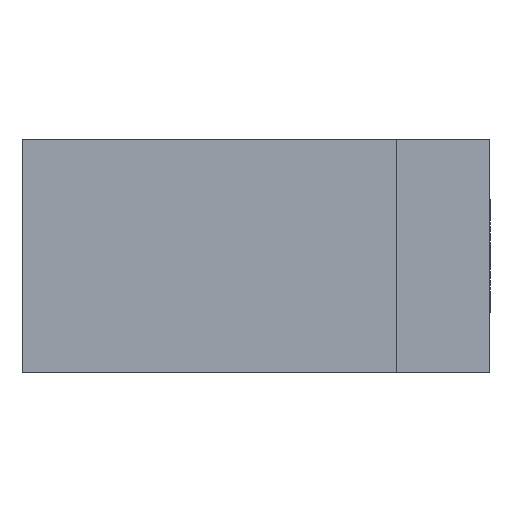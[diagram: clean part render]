
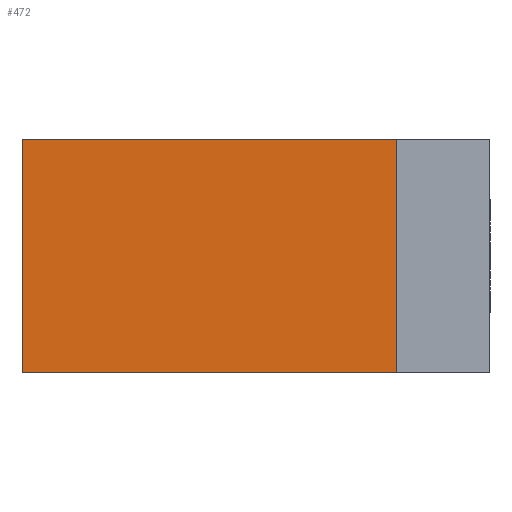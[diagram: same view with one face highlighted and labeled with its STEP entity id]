
A CAD part, front view. The second image highlights one B-rep face of the part: STEP entity #472.
In plain terms, the highlighted planar face has unit normal (0, -1, 0).
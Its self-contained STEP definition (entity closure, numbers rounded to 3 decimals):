
#8 = CARTESIAN_POINT ( 'NONE',  ( -3., -47.5, 10. ) ) ;
#12 = VECTOR ( 'NONE', #323, 1000. ) ;
#31 = AXIS2_PLACEMENT_3D ( 'NONE', #450, #327, #448 ) ;
#42 = CARTESIAN_POINT ( 'NONE',  ( -3., -47.5, 0. ) ) ;
#87 = ORIENTED_EDGE ( 'NONE', *, *, #240, .T. ) ;
#129 = EDGE_CURVE ( 'NONE', #270, #156, #532, .T. ) ;
#137 = CARTESIAN_POINT ( 'NONE',  ( -3., -47.5, 10. ) ) ;
#144 = CARTESIAN_POINT ( 'NONE',  ( -19., -47.5, 10. ) ) ;
#156 = VERTEX_POINT ( 'NONE', #418 ) ;
#172 = CARTESIAN_POINT ( 'NONE',  ( -19., -47.5, 10. ) ) ;
#186 = ORIENTED_EDGE ( 'NONE', *, *, #310, .F. ) ;
#198 = EDGE_CURVE ( 'NONE', #270, #339, #546, .T. ) ;
#207 = DIRECTION ( 'NONE',  ( 1., 0., 0. ) ) ;
#213 = CARTESIAN_POINT ( 'NONE',  ( -19., -47.5, 0. ) ) ;
#240 = EDGE_CURVE ( 'NONE', #156, #264, #423, .T. ) ;
#264 = VERTEX_POINT ( 'NONE', #42 ) ;
#270 = VERTEX_POINT ( 'NONE', #550 ) ;
#280 = PLANE ( 'NONE',  #31 ) ;
#310 = EDGE_CURVE ( 'NONE', #339, #264, #355, .T. ) ;
#311 = DIRECTION ( 'NONE',  ( 0., 0., -1. ) ) ;
#323 = DIRECTION ( 'NONE',  ( 0., 0., -1. ) ) ;
#327 = DIRECTION ( 'NONE',  ( 0., 1., 0. ) ) ;
#328 = ORIENTED_EDGE ( 'NONE', *, *, #129, .T. ) ;
#339 = VERTEX_POINT ( 'NONE', #8 ) ;
#340 = FACE_OUTER_BOUND ( 'NONE', #435, .T. ) ;
#355 = LINE ( 'NONE', #137, #496 ) ;
#392 = VECTOR ( 'NONE', #207, 1000. ) ;
#417 = ORIENTED_EDGE ( 'NONE', *, *, #198, .F. ) ;
#418 = CARTESIAN_POINT ( 'NONE',  ( -19., -47.5, 0. ) ) ;
#423 = LINE ( 'NONE', #213, #392 ) ;
#428 = DIRECTION ( 'NONE',  ( 1., 0., 0. ) ) ;
#435 = EDGE_LOOP ( 'NONE', ( #87, #186, #417, #328 ) ) ;
#448 = DIRECTION ( 'NONE',  ( 0., 0., 1. ) ) ;
#450 = CARTESIAN_POINT ( 'NONE',  ( -19., -47.5, 10. ) ) ;
#472 = ADVANCED_FACE ( 'NONE', ( #340 ), #280, .F. ) ;
#496 = VECTOR ( 'NONE', #311, 1000. ) ;
#532 = LINE ( 'NONE', #144, #12 ) ;
#544 = VECTOR ( 'NONE', #428, 1000. ) ;
#546 = LINE ( 'NONE', #172, #544 ) ;
#550 = CARTESIAN_POINT ( 'NONE',  ( -19., -47.5, 10. ) ) ;
